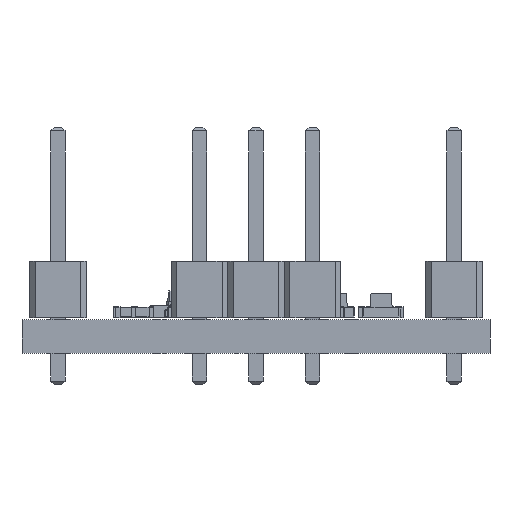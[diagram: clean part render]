
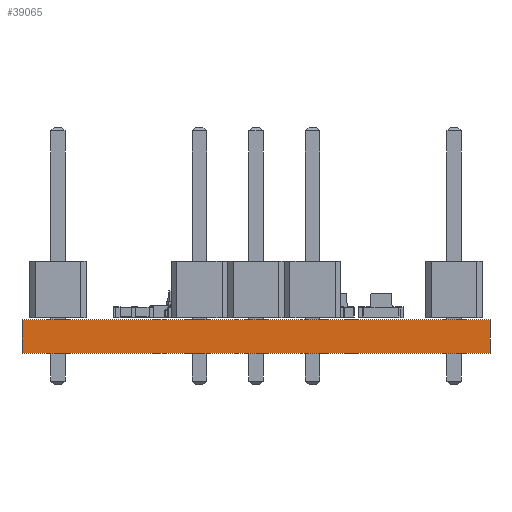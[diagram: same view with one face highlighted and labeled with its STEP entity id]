
A CAD part, front view. The second image highlights one B-rep face of the part: STEP entity #39065.
In plain terms, the highlighted planar face has unit normal (0, -1, 0).
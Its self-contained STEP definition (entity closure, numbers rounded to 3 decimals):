
#39065 = ADVANCED_FACE('',(#39066),#39100,.T.);
#39066 = FACE_BOUND('',#39067,.T.);
#39067 = EDGE_LOOP('',(#39068,#39078,#39086,#39094));
#39068 = ORIENTED_EDGE('',*,*,#39069,.T.);
#39069 = EDGE_CURVE('',#39070,#39072,#39074,.T.);
#39070 = VERTEX_POINT('',#39071);
#39071 = CARTESIAN_POINT('',(154.,-129.5,0.));
#39072 = VERTEX_POINT('',#39073);
#39073 = CARTESIAN_POINT('',(154.,-129.5,1.51));
#39074 = LINE('',#39075,#39076);
#39075 = CARTESIAN_POINT('',(154.,-129.5,0.));
#39076 = VECTOR('',#39077,1.);
#39077 = DIRECTION('',(0.,0.,1.));
#39078 = ORIENTED_EDGE('',*,*,#39079,.T.);
#39079 = EDGE_CURVE('',#39072,#39080,#39082,.T.);
#39080 = VERTEX_POINT('',#39081);
#39081 = CARTESIAN_POINT('',(133.,-129.5,1.51));
#39082 = LINE('',#39083,#39084);
#39083 = CARTESIAN_POINT('',(154.,-129.5,1.51));
#39084 = VECTOR('',#39085,1.);
#39085 = DIRECTION('',(-1.,0.,0.));
#39086 = ORIENTED_EDGE('',*,*,#39087,.F.);
#39087 = EDGE_CURVE('',#39088,#39080,#39090,.T.);
#39088 = VERTEX_POINT('',#39089);
#39089 = CARTESIAN_POINT('',(133.,-129.5,0.));
#39090 = LINE('',#39091,#39092);
#39091 = CARTESIAN_POINT('',(133.,-129.5,0.));
#39092 = VECTOR('',#39093,1.);
#39093 = DIRECTION('',(0.,0.,1.));
#39094 = ORIENTED_EDGE('',*,*,#39095,.F.);
#39095 = EDGE_CURVE('',#39070,#39088,#39096,.T.);
#39096 = LINE('',#39097,#39098);
#39097 = CARTESIAN_POINT('',(154.,-129.5,0.));
#39098 = VECTOR('',#39099,1.);
#39099 = DIRECTION('',(-1.,0.,0.));
#39100 = PLANE('',#39101);
#39101 = AXIS2_PLACEMENT_3D('',#39102,#39103,#39104);
#39102 = CARTESIAN_POINT('',(154.,-129.5,0.));
#39103 = DIRECTION('',(0.,-1.,0.));
#39104 = DIRECTION('',(-1.,0.,0.));
